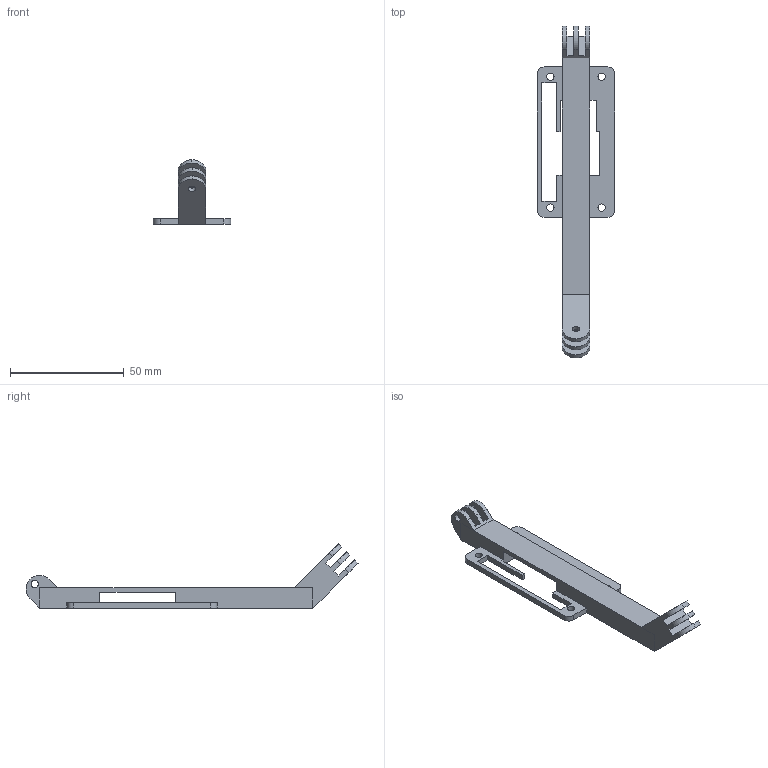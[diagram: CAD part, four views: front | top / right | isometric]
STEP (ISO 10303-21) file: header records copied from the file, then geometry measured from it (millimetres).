
FILE_DESCRIPTION(('FreeCAD Model'),'2;1');
FILE_NAME('Open CASCADE Shape Model','2024-06-13T19:50:35',(''),(''), 'Open CASCADE STEP processor 7.6','FreeCAD','Unknown');
FILE_SCHEMA(('AUTOMOTIVE_DESIGN { 1 0 10303 214 1 1 1 1 }'));
Length unit declared in the file: millimetre
Products named in the file (1): Pocket004
Bounding box: 34 x 145.78 x 28.28 mm (x, y, z)
Volume: 15473.2 mm3; surface area: 9611.6 mm2
Topology: 1 solids, 1 shells, 74 faces, 222 edges, 146 vertices
Faces by surface type: plane 51, cylinder 23
Full cylindrical faces by diameter (mm): 3.2 x10
Entity records: 2560 total; most frequent: ORIENTED_EDGE 444, CARTESIAN_POINT 443, DIRECTION 424, EDGE_CURVE 222, LINE 170, VECTOR 170, VERTEX_POINT 146, AXIS2_PLACEMENT_3D 127
